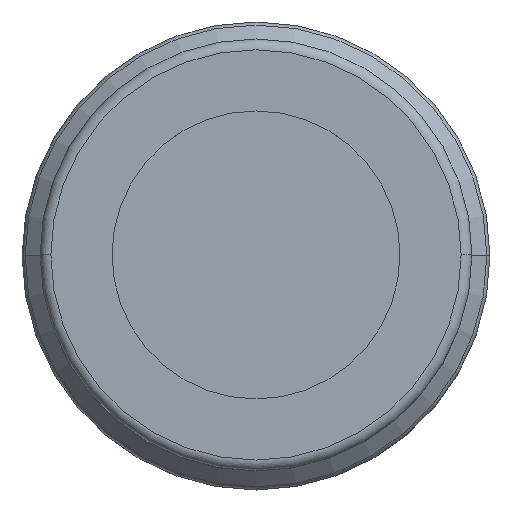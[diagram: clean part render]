
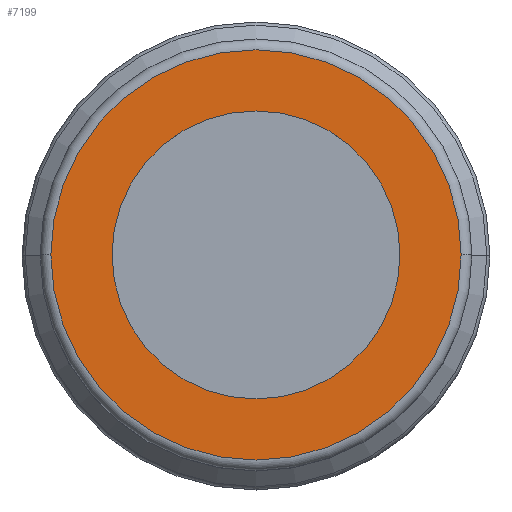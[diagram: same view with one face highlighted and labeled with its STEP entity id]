
A CAD part, top view. The second image highlights one B-rep face of the part: STEP entity #7199.
In plain terms, the highlighted planar face has unit normal (0, 0, 1).
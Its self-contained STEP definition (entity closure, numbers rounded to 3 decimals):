
#275 = CARTESIAN_POINT ( 'NONE',  ( 0., 0., 19. ) ) ;
#315 = DIRECTION ( 'NONE',  ( -1., 0., 0. ) ) ;
#1246 = VERTEX_POINT ( 'NONE', #13512 ) ;
#1355 = AXIS2_PLACEMENT_3D ( 'NONE', #2746, #10229, #315 ) ;
#1697 = EDGE_LOOP ( 'NONE', ( #8144, #2814 ) ) ;
#1879 = ORIENTED_EDGE ( 'NONE', *, *, #8686, .F. ) ;
#2746 = CARTESIAN_POINT ( 'NONE',  ( 0., 0., 19. ) ) ;
#2794 = VERTEX_POINT ( 'NONE', #4306 ) ;
#2814 = ORIENTED_EDGE ( 'NONE', *, *, #12940, .F. ) ;
#2937 = DIRECTION ( 'NONE',  ( 1., 0., 0. ) ) ;
#3460 = DIRECTION ( 'NONE',  ( 0., 0., 1. ) ) ;
#3553 = DIRECTION ( 'NONE',  ( 0., 0., 1. ) ) ;
#4306 = CARTESIAN_POINT ( 'NONE',  ( 5.7, 0., 19. ) ) ;
#4790 = CIRCLE ( 'NONE', #12659, 4. ) ;
#5104 = CARTESIAN_POINT ( 'NONE',  ( -5.7, 0., 19. ) ) ;
#5391 = DIRECTION ( 'NONE',  ( 1., 0., 0. ) ) ;
#7016 = EDGE_CURVE ( 'NONE', #1246, #2794, #13097, .T. ) ;
#7199 = ADVANCED_FACE ( 'NONE', ( #12571, #10420 ), #7425, .T. ) ;
#7419 = CARTESIAN_POINT ( 'NONE',  ( -4., 0., 19. ) ) ;
#7425 = PLANE ( 'NONE',  #10441 ) ;
#7427 = EDGE_CURVE ( 'NONE', #9141, #10211, #4790, .T. ) ;
#7497 = CARTESIAN_POINT ( 'NONE',  ( 4., 0., 19. ) ) ;
#8033 = ORIENTED_EDGE ( 'NONE', *, *, #7427, .F. ) ;
#8144 = ORIENTED_EDGE ( 'NONE', *, *, #7016, .F. ) ;
#8491 = DIRECTION ( 'NONE',  ( 0., 0., 1. ) ) ;
#8686 = EDGE_CURVE ( 'NONE', #10211, #9141, #11181, .T. ) ;
#9141 = VERTEX_POINT ( 'NONE', #7497 ) ;
#9969 = AXIS2_PLACEMENT_3D ( 'NONE', #11122, #12112, #12244 ) ;
#10211 = VERTEX_POINT ( 'NONE', #7419 ) ;
#10229 = DIRECTION ( 'NONE',  ( 0., 0., -1. ) ) ;
#10314 = AXIS2_PLACEMENT_3D ( 'NONE', #12444, #3553, #13444 ) ;
#10420 = FACE_OUTER_BOUND ( 'NONE', #1697, .T. ) ;
#10441 = AXIS2_PLACEMENT_3D ( 'NONE', #5104, #8491, #2937 ) ;
#11122 = CARTESIAN_POINT ( 'NONE',  ( 0., 0., 19. ) ) ;
#11181 = CIRCLE ( 'NONE', #10314, 4. ) ;
#12112 = DIRECTION ( 'NONE',  ( 0., 0., -1. ) ) ;
#12244 = DIRECTION ( 'NONE',  ( -1., 0., 0. ) ) ;
#12444 = CARTESIAN_POINT ( 'NONE',  ( 0., 0., 19. ) ) ;
#12571 = FACE_BOUND ( 'NONE', #13663, .T. ) ;
#12659 = AXIS2_PLACEMENT_3D ( 'NONE', #275, #3460, #5391 ) ;
#12940 = EDGE_CURVE ( 'NONE', #2794, #1246, #13530, .T. ) ;
#13097 = CIRCLE ( 'NONE', #9969, 5.7 ) ;
#13444 = DIRECTION ( 'NONE',  ( 1., 0., 0. ) ) ;
#13512 = CARTESIAN_POINT ( 'NONE',  ( -5.7, 0., 19. ) ) ;
#13530 = CIRCLE ( 'NONE', #1355, 5.7 ) ;
#13663 = EDGE_LOOP ( 'NONE', ( #8033, #1879 ) ) ;
